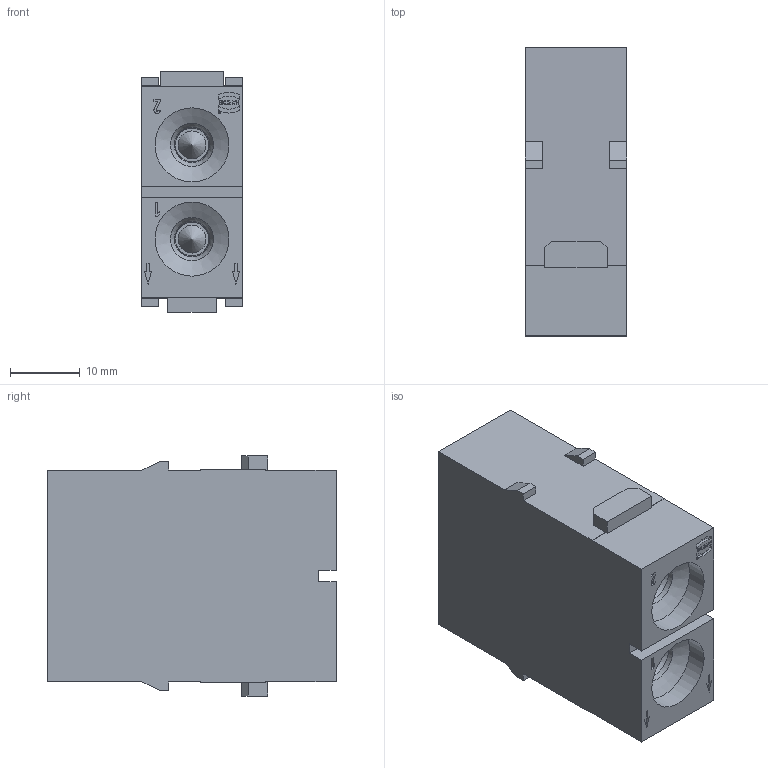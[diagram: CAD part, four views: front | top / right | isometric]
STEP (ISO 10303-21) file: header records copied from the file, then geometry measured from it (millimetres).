
FILE_DESCRIPTION(/* description */ (''),/* implementation_level */ '2;1');
FILE_NAME(/* name */ '100111297ugm000_b.stp',/* time_stamp */ '2017-09-28T15:41:09+02:00',/* author */ (''),/* organization */ (''),/* preprocessor_version */ 'ST-DEVELOPER v16',/* originating_system */ 'SIEMENS PLM Software NX 10.0',/* authorisation */ '');
FILE_SCHEMA (('AUTOMOTIVE_DESIGN { 1 0 10303 214 3 1 1 1 }'));
Length unit declared in the file: millimetre
Products named in the file (1): 100111297ugm000_b
Bounding box: 14.6 x 41.3 x 34.4 mm (x, y, z)
Volume: 14636.6 mm3; surface area: 7186.4 mm2
Topology: 1 solids, 1 shells, 245 faces, 641 edges, 425 vertices
Faces by surface type: plane 200, cylinder 29, cone 12, bspline 4
Full cylindrical faces by diameter (mm): 0.285 x1, 0.315 x1, 4 x4, 6.2 x4, 10.6 x2
Entity records: 8187 total; most frequent: CARTESIAN_POINT 1414, ORIENTED_EDGE 1230, DIRECTION 1179, EDGE_CURVE 615, LINE 531, VECTOR 531, VERTEX_POINT 424, AXIS2_PLACEMENT_3D 324
